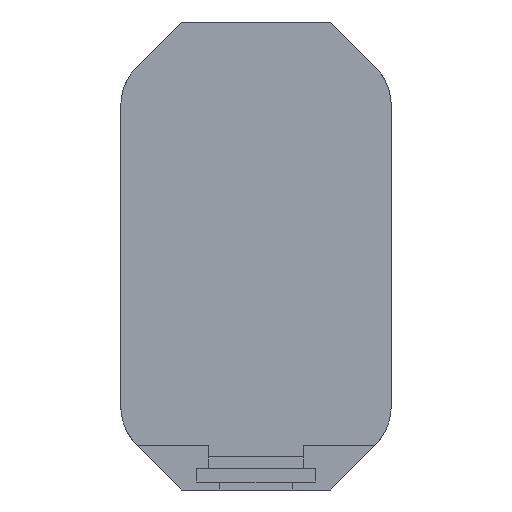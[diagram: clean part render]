
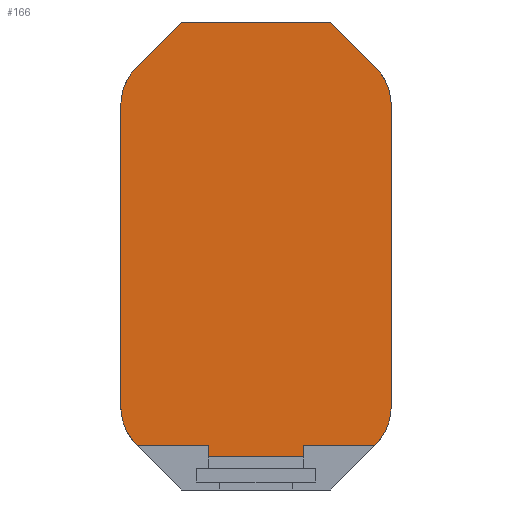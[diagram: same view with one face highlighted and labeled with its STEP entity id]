
A CAD part, left-side view. The second image highlights one B-rep face of the part: STEP entity #166.
In plain terms, the highlighted planar face has unit normal (-1, 0, 0).
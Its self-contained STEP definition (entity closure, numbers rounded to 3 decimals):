
#27=CARTESIAN_POINT('',(265.439,-162.347,541.686));
#28=DIRECTION('',(-1.,-0.,0.));
#29=DIRECTION('',(0.,-1.,0.));
#30=AXIS2_PLACEMENT_3D('',#27,#28,#29);
#31=PLANE('',#30);
#32=CARTESIAN_POINT('',(265.439,-168.385,540.586));
#33=VERTEX_POINT('',#32);
#34=CARTESIAN_POINT('',(265.439,-164.511,536.712));
#35=VERTEX_POINT('',#34);
#36=CARTESIAN_POINT('',(265.439,-168.385,540.586));
#37=DIRECTION('',(-0.,0.707,-0.707));
#38=VECTOR('',#37,5.478);
#39=LINE('',#36,#38);
#40=EDGE_CURVE('',#33,#35,#39,.T.);
#41=ORIENTED_EDGE('',*,*,#40,.T.);
#42=CARTESIAN_POINT('',(265.439,-163.047,533.177));
#43=VERTEX_POINT('',#42);
#44=CARTESIAN_POINT('',(265.439,-168.047,533.177));
#45=DIRECTION('',(1.,0.,-0.));
#46=DIRECTION('',(0.,0.,1.));
#47=AXIS2_PLACEMENT_3D('',#44,#45,#46);
#48=CIRCLE('',#47,5.);
#49=EDGE_CURVE('',#43,#35,#48,.T.);
#50=ORIENTED_EDGE('',*,*,#49,.F.);
#51=CARTESIAN_POINT('',(265.439,-163.047,506.923));
#52=VERTEX_POINT('',#51);
#53=CARTESIAN_POINT('',(265.439,-163.047,506.923));
#54=DIRECTION('',(0.,0.,1.));
#55=VECTOR('',#54,26.254);
#56=LINE('',#53,#55);
#57=EDGE_CURVE('',#52,#43,#56,.T.);
#58=ORIENTED_EDGE('',*,*,#57,.F.);
#59=CARTESIAN_POINT('',(265.439,-164.482,503.417));
#60=VERTEX_POINT('',#59);
#61=CARTESIAN_POINT('',(265.439,-168.047,506.923));
#62=DIRECTION('',(1.,0.,-0.));
#63=DIRECTION('',(0.,0.,1.));
#64=AXIS2_PLACEMENT_3D('',#61,#62,#63);
#65=CIRCLE('',#64,5.);
#66=EDGE_CURVE('',#60,#52,#65,.T.);
#67=ORIENTED_EDGE('',*,*,#66,.F.);
#68=CARTESIAN_POINT('',(265.439,-165.9,503.417));
#69=VERTEX_POINT('',#68);
#70=CARTESIAN_POINT('',(265.439,-164.482,503.417));
#71=DIRECTION('',(0.,-1.,0.));
#72=VECTOR('',#71,1.418);
#73=LINE('',#70,#72);
#74=EDGE_CURVE('',#60,#69,#73,.T.);
#75=ORIENTED_EDGE('',*,*,#74,.T.);
#76=CARTESIAN_POINT('',(265.439,-170.724,503.417));
#77=VERTEX_POINT('',#76);
#78=CARTESIAN_POINT('',(265.439,-165.9,503.417));
#79=DIRECTION('',(0.,-1.,0.));
#80=VECTOR('',#79,4.824);
#81=LINE('',#78,#80);
#82=EDGE_CURVE('',#69,#77,#81,.T.);
#83=ORIENTED_EDGE('',*,*,#82,.T.);
#84=CARTESIAN_POINT('',(265.439,-170.724,502.414));
#85=VERTEX_POINT('',#84);
#86=CARTESIAN_POINT('',(265.439,-170.724,502.414));
#87=DIRECTION('',(0.,0.,1.));
#88=VECTOR('',#87,1.003);
#89=LINE('',#86,#88);
#90=EDGE_CURVE('',#85,#77,#89,.T.);
#91=ORIENTED_EDGE('',*,*,#90,.F.);
#92=CARTESIAN_POINT('',(265.439,-179.124,502.414));
#93=VERTEX_POINT('',#92);
#94=CARTESIAN_POINT('',(265.439,-170.724,502.414));
#95=DIRECTION('',(0.,-1.,0.));
#96=VECTOR('',#95,8.4);
#97=LINE('',#94,#96);
#98=EDGE_CURVE('',#85,#93,#97,.T.);
#99=ORIENTED_EDGE('',*,*,#98,.T.);
#100=CARTESIAN_POINT('',(265.439,-179.124,503.417));
#101=VERTEX_POINT('',#100);
#102=CARTESIAN_POINT('',(265.439,-179.124,502.414));
#103=DIRECTION('',(0.,0.,1.));
#104=VECTOR('',#103,1.003);
#105=LINE('',#102,#104);
#106=EDGE_CURVE('',#93,#101,#105,.T.);
#107=ORIENTED_EDGE('',*,*,#106,.T.);
#108=CARTESIAN_POINT('',(265.439,-183.948,503.417));
#109=VERTEX_POINT('',#108);
#110=CARTESIAN_POINT('',(265.439,-179.124,503.417));
#111=DIRECTION('',(0.,-1.,0.));
#112=VECTOR('',#111,4.824);
#113=LINE('',#110,#112);
#114=EDGE_CURVE('',#101,#109,#113,.T.);
#115=ORIENTED_EDGE('',*,*,#114,.T.);
#116=CARTESIAN_POINT('',(265.439,-185.366,503.417));
#117=VERTEX_POINT('',#116);
#118=CARTESIAN_POINT('',(265.439,-183.948,503.417));
#119=DIRECTION('',(0.,-1.,0.));
#120=VECTOR('',#119,1.418);
#121=LINE('',#118,#120);
#122=EDGE_CURVE('',#109,#117,#121,.T.);
#123=ORIENTED_EDGE('',*,*,#122,.T.);
#124=CARTESIAN_POINT('',(265.439,-186.801,506.923));
#125=VERTEX_POINT('',#124);
#126=CARTESIAN_POINT('',(265.439,-181.801,506.923));
#127=DIRECTION('',(1.,0.,-0.));
#128=DIRECTION('',(0.,0.,1.));
#129=AXIS2_PLACEMENT_3D('',#126,#127,#128);
#130=CIRCLE('',#129,5.);
#131=EDGE_CURVE('',#125,#117,#130,.T.);
#132=ORIENTED_EDGE('',*,*,#131,.F.);
#133=CARTESIAN_POINT('',(265.439,-186.801,533.177));
#134=VERTEX_POINT('',#133);
#135=CARTESIAN_POINT('',(265.439,-186.801,533.177));
#136=DIRECTION('',(-0.,-0.,-1.));
#137=VECTOR('',#136,26.254);
#138=LINE('',#135,#137);
#139=EDGE_CURVE('',#134,#125,#138,.T.);
#140=ORIENTED_EDGE('',*,*,#139,.F.);
#141=CARTESIAN_POINT('',(265.439,-185.337,536.712));
#142=VERTEX_POINT('',#141);
#143=CARTESIAN_POINT('',(265.439,-181.801,533.177));
#144=DIRECTION('',(1.,0.,-0.));
#145=DIRECTION('',(0.,0.,1.));
#146=AXIS2_PLACEMENT_3D('',#143,#144,#145);
#147=CIRCLE('',#146,5.);
#148=EDGE_CURVE('',#142,#134,#147,.T.);
#149=ORIENTED_EDGE('',*,*,#148,.F.);
#150=CARTESIAN_POINT('',(265.439,-181.463,540.586));
#151=VERTEX_POINT('',#150);
#152=CARTESIAN_POINT('',(265.439,-185.337,536.712));
#153=DIRECTION('',(0.,0.707,0.707));
#154=VECTOR('',#153,5.478);
#155=LINE('',#152,#154);
#156=EDGE_CURVE('',#142,#151,#155,.T.);
#157=ORIENTED_EDGE('',*,*,#156,.T.);
#158=CARTESIAN_POINT('',(265.439,-181.463,540.586));
#159=DIRECTION('',(-0.,1.,-0.));
#160=VECTOR('',#159,13.079);
#161=LINE('',#158,#160);
#162=EDGE_CURVE('',#151,#33,#161,.T.);
#163=ORIENTED_EDGE('',*,*,#162,.T.);
#164=EDGE_LOOP('',(#41,#50,#58,#67,#75,#83,#91,#99,#107,#115,#123,#132,#140,#149,#157,#163));
#165=FACE_BOUND('',#164,.T.);
#166=ADVANCED_FACE('',(#165),#31,.T.);
